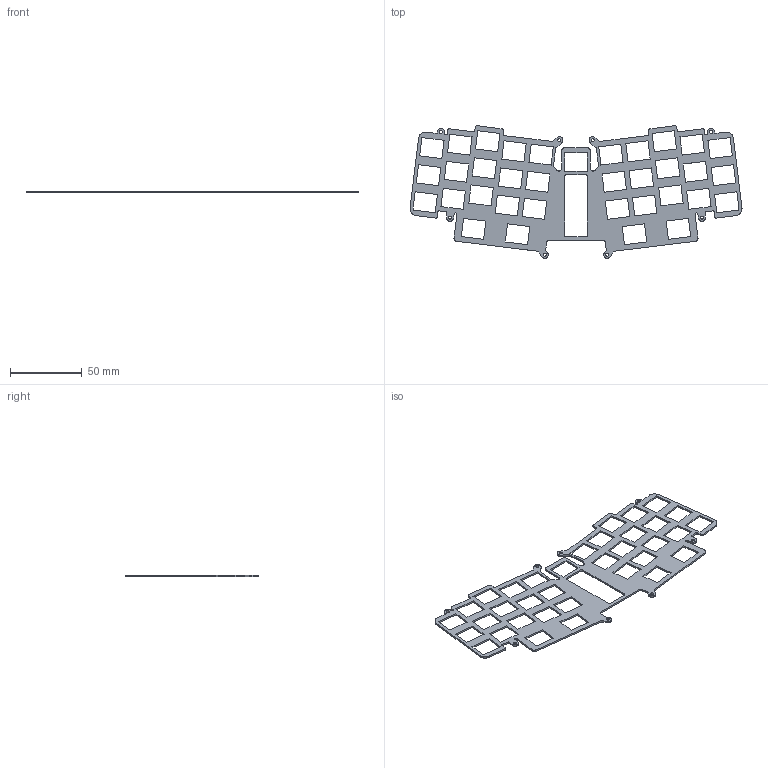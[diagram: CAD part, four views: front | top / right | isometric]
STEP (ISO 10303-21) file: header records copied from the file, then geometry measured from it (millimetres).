
FILE_DESCRIPTION(('KiCad electronic assembly'),'2;1');
FILE_NAME('plate_alps-3D.step','2024-03-02T17:50:07',('Pcbnew'),('Kicad' ),'Open CASCADE STEP processor 7.6','KiCad to STEP converter', 'Unknown');
FILE_SCHEMA(('AUTOMOTIVE_DESIGN { 1 0 10303 214 1 1 1 1 }'));
Length unit declared in the file: millimetre
Products named in the file (2): plate_alps-3D 1; plate_alps PCB
Assembly tree (1 placements, depth 2):
  plate_alps-3D 1
    plate_alps PCB
Bounding box: 231.63 x 92.48 x 1.2 mm (x, y, z)
Volume: 10096.4 mm3; surface area: 20353.6 mm2
Topology: 1 solids, 1 shells, 848 faces, 2538 edges, 1692 vertices
Faces by surface type: plane 840, cylinder 8
Full cylindrical faces by diameter (mm): 2.1 x8
Entity records: 61223 total; most frequent: CARTESIAN_POINT 10252, DIRECTION 9314, LINE 7582, VECTOR 7582, ORIENTED_EDGE 5076, PCURVE 5076, DEFINITIONAL_REPRESENTATION 5076, EDGE_CURVE 2538
